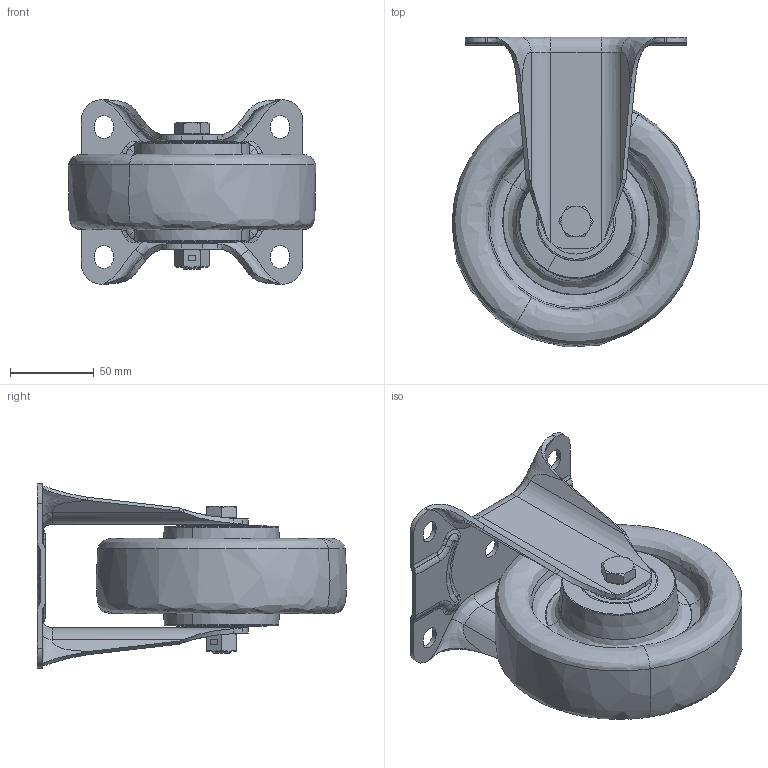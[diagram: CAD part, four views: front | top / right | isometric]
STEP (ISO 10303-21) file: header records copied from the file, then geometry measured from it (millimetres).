
FILE_DESCRIPTION (( 'STEP AP214' ), '1' );
FILE_NAME ('0056464.step', '2023-09-01T09:00:12', ( '' ), ( '' ), 'SwSTEP 2.0', 'SolidWorks 2020', '' );
FILE_SCHEMA (( 'AUTOMOTIVE_DESIGN' ));
Length unit declared in the file: millimetre
Products named in the file (1): 0056464
Bounding box: 147.56 x 184.81 x 110 mm (x, y, z)
Volume: 732856.6 mm3; surface area: 231062.8 mm2
Topology: 17 solids, 17 shells, 526 faces, 1247 edges, 759 vertices
Faces by surface type: bspline 182, plane 140, cylinder 118, torus 46, cone 40
Entity records: 35539 total; most frequent: CARTESIAN_POINT 18479, ORIENTED_EDGE 2494, DIRECTION 2068, EDGE_CURVE 1247, AXIS2_PLACEMENT_3D 832, VERTEX_POINT 759, EDGE_LOOP 574, UNCERTAINTY_MEASURE_WITH_UNIT 545
